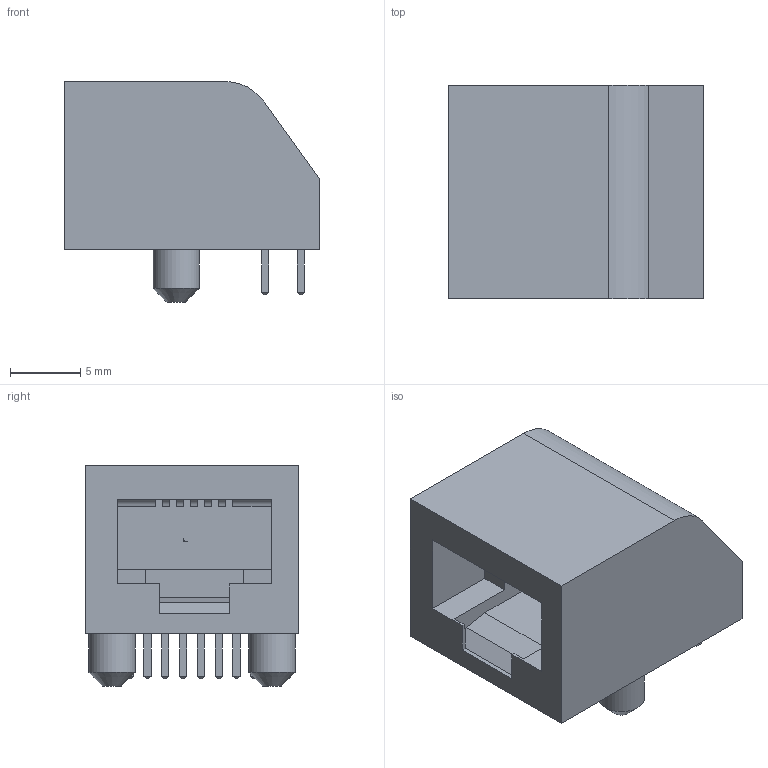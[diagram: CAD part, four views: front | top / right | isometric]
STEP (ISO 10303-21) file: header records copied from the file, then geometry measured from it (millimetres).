
FILE_DESCRIPTION(/* description */ (''),/* implementation_level */ '2;1');
FILE_NAME(/* name */ 'MTJ-880X1.step',/* time_stamp */ '2024-07-19T12:56:47+02:00',/* author */ (''),/* organization */ (''),/* preprocessor_version */ 'ST-DEVELOPER v20',/* originating_system */ 'Autodesk Translation Framework v12.20.1.177',/* authorisation */ '');
FILE_SCHEMA (('AUTOMOTIVE_DESIGN { 1 0 10303 214 3 1 1 }'));
Length unit declared in the file: millimetre
Products named in the file (1): MTJ-880X1
Bounding box: 18.26 x 15.24 x 15.76 mm (x, y, z)
Volume: 2539.3 mm3; surface area: 1734.7 mm2
Topology: 12 solids, 12 shells, 151 faces, 342 edges, 216 vertices
Faces by surface type: plane 137, cylinder 11, cone 2, bspline 1
Full cylindrical faces by diameter (mm): 3.3 x2
Entity records: 4157 total; most frequent: CARTESIAN_POINT 732, ORIENTED_EDGE 684, DIRECTION 665, EDGE_CURVE 342, LINE 315, VECTOR 315, VERTEX_POINT 216, AXIS2_PLACEMENT_3D 175
